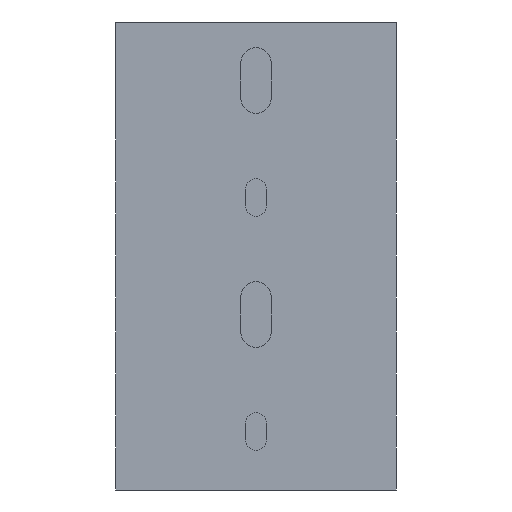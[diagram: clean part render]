
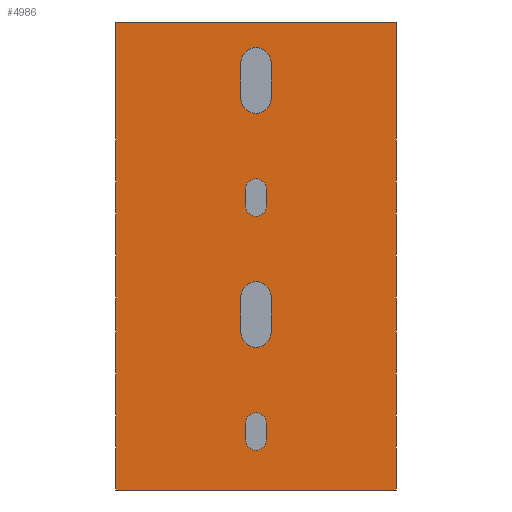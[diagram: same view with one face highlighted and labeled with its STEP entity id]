
A CAD part, front view. The second image highlights one B-rep face of the part: STEP entity #4986.
In plain terms, the highlighted planar face has unit normal (0, -1, 0).
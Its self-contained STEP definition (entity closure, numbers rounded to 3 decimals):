
#211=CARTESIAN_POINT('',(0.,0.,14.25));
#212=DIRECTION('',(0.,-1.,0.));
#213=DIRECTION('',(1.,0.,0.));
#214=AXIS2_PLACEMENT_3D('',#211,#212,#213);
#216=DIRECTION('',(0.,0.,-1.));
#217=VECTOR('',#216,3.5);
#218=CARTESIAN_POINT('',(-2.25,0.,14.25));
#219=LINE('',#218,#217);
#220=CARTESIAN_POINT('',(0.,0.,10.75));
#221=DIRECTION('',(0.,-1.,0.));
#222=DIRECTION('',(-1.,0.,0.));
#223=AXIS2_PLACEMENT_3D('',#220,#221,#222);
#225=DIRECTION('',(0.,0.,1.));
#226=VECTOR('',#225,3.5);
#227=CARTESIAN_POINT('',(2.25,0.,10.75));
#228=LINE('',#227,#226);
#229=CARTESIAN_POINT('',(0.,0.,41.25));
#230=DIRECTION('',(0.,-1.,0.));
#231=DIRECTION('',(1.,0.,0.));
#232=AXIS2_PLACEMENT_3D('',#229,#230,#231);
#234=DIRECTION('',(0.,0.,-1.));
#235=VECTOR('',#234,7.5);
#236=CARTESIAN_POINT('',(-3.25,0.,41.25));
#237=LINE('',#236,#235);
#238=CARTESIAN_POINT('',(0.,0.,33.75));
#239=DIRECTION('',(0.,-1.,0.));
#240=DIRECTION('',(-1.,0.,0.));
#241=AXIS2_PLACEMENT_3D('',#238,#239,#240);
#243=DIRECTION('',(0.,0.,1.));
#244=VECTOR('',#243,7.5);
#245=CARTESIAN_POINT('',(3.25,0.,33.75));
#246=LINE('',#245,#244);
#247=CARTESIAN_POINT('',(0.,0.,91.25));
#248=DIRECTION('',(0.,-1.,0.));
#249=DIRECTION('',(1.,0.,0.));
#250=AXIS2_PLACEMENT_3D('',#247,#248,#249);
#252=DIRECTION('',(0.,0.,-1.));
#253=VECTOR('',#252,7.5);
#254=CARTESIAN_POINT('',(-3.25,0.,91.25));
#255=LINE('',#254,#253);
#256=CARTESIAN_POINT('',(0.,0.,83.75));
#257=DIRECTION('',(0.,-1.,0.));
#258=DIRECTION('',(-1.,0.,0.));
#259=AXIS2_PLACEMENT_3D('',#256,#257,#258);
#261=DIRECTION('',(0.,0.,1.));
#262=VECTOR('',#261,7.5);
#263=CARTESIAN_POINT('',(3.25,0.,83.75));
#264=LINE('',#263,#262);
#265=CARTESIAN_POINT('',(0.,0.,64.25));
#266=DIRECTION('',(0.,-1.,0.));
#267=DIRECTION('',(1.,0.,0.));
#268=AXIS2_PLACEMENT_3D('',#265,#266,#267);
#270=DIRECTION('',(0.,0.,-1.));
#271=VECTOR('',#270,3.5);
#272=CARTESIAN_POINT('',(-2.25,0.,64.25));
#273=LINE('',#272,#271);
#274=CARTESIAN_POINT('',(0.,0.,60.75));
#275=DIRECTION('',(0.,-1.,0.));
#276=DIRECTION('',(-1.,0.,0.));
#277=AXIS2_PLACEMENT_3D('',#274,#275,#276);
#279=DIRECTION('',(0.,0.,1.));
#280=VECTOR('',#279,3.5);
#281=CARTESIAN_POINT('',(2.25,0.,60.75));
#282=LINE('',#281,#280);
#283=DIRECTION('',(1.,0.,0.));
#284=VECTOR('',#283,60.);
#285=CARTESIAN_POINT('',(-30.,0.,100.));
#286=LINE('',#285,#284);
#287=DIRECTION('',(-1.,0.,0.));
#288=VECTOR('',#287,60.);
#289=CARTESIAN_POINT('',(30.,0.,0.));
#290=LINE('',#289,#288);
#627=DIRECTION('',(0.,0.,-1.));
#628=VECTOR('',#627,100.);
#629=CARTESIAN_POINT('',(-30.,0.,100.));
#630=LINE('',#629,#628);
#831=DIRECTION('',(0.,0.,1.));
#832=VECTOR('',#831,100.);
#833=CARTESIAN_POINT('',(30.,0.,0.));
#834=LINE('',#833,#832);
#3763=CARTESIAN_POINT('',(3.25,0.,91.25));
#3764=CARTESIAN_POINT('',(-3.25,0.,91.25));
#3765=VERTEX_POINT('',#3763);
#3766=VERTEX_POINT('',#3764);
#3767=CARTESIAN_POINT('',(-3.25,0.,83.75));
#3768=VERTEX_POINT('',#3767);
#3769=CARTESIAN_POINT('',(3.25,0.,83.75));
#3770=VERTEX_POINT('',#3769);
#3771=CARTESIAN_POINT('',(2.25,0.,64.25));
#3772=CARTESIAN_POINT('',(-2.25,0.,64.25));
#3773=VERTEX_POINT('',#3771);
#3774=VERTEX_POINT('',#3772);
#3775=CARTESIAN_POINT('',(-2.25,0.,60.75));
#3776=VERTEX_POINT('',#3775);
#3777=CARTESIAN_POINT('',(2.25,0.,60.75));
#3778=VERTEX_POINT('',#3777);
#3795=CARTESIAN_POINT('',(3.25,0.,41.25));
#3796=CARTESIAN_POINT('',(-3.25,0.,41.25));
#3797=VERTEX_POINT('',#3795);
#3798=VERTEX_POINT('',#3796);
#3799=CARTESIAN_POINT('',(-3.25,0.,33.75));
#3800=VERTEX_POINT('',#3799);
#3801=CARTESIAN_POINT('',(3.25,0.,33.75));
#3802=VERTEX_POINT('',#3801);
#3803=CARTESIAN_POINT('',(2.25,0.,14.25));
#3804=CARTESIAN_POINT('',(-2.25,0.,14.25));
#3805=VERTEX_POINT('',#3803);
#3806=VERTEX_POINT('',#3804);
#3807=CARTESIAN_POINT('',(-2.25,0.,10.75));
#3808=VERTEX_POINT('',#3807);
#3809=CARTESIAN_POINT('',(2.25,0.,10.75));
#3810=VERTEX_POINT('',#3809);
#4019=CARTESIAN_POINT('',(30.,0.,100.));
#4021=VERTEX_POINT('',#4019);
#4053=CARTESIAN_POINT('',(30.,0.,0.));
#4055=VERTEX_POINT('',#4053);
#4059=CARTESIAN_POINT('',(-30.,0.,0.));
#4061=VERTEX_POINT('',#4059);
#4093=CARTESIAN_POINT('',(-30.,0.,100.));
#4095=VERTEX_POINT('',#4093);
#4931=CARTESIAN_POINT('',(-30.,0.,0.));
#4932=DIRECTION('',(0.,-1.,0.));
#4933=DIRECTION('',(1.,0.,0.));
#4934=AXIS2_PLACEMENT_3D('',#4931,#4932,#4933);
#4935=PLANE('',#4934);
#4937=ORIENTED_EDGE('',*,*,#4936,.F.);
#4939=ORIENTED_EDGE('',*,*,#4938,.T.);
#4941=ORIENTED_EDGE('',*,*,#4940,.F.);
#4943=ORIENTED_EDGE('',*,*,#4942,.T.);
#4944=EDGE_LOOP('',(#4937,#4939,#4941,#4943));
#4945=FACE_OUTER_BOUND('',#4944,.F.);
#4947=ORIENTED_EDGE('',*,*,#4946,.T.);
#4949=ORIENTED_EDGE('',*,*,#4948,.T.);
#4951=ORIENTED_EDGE('',*,*,#4950,.T.);
#4953=ORIENTED_EDGE('',*,*,#4952,.T.);
#4954=EDGE_LOOP('',(#4947,#4949,#4951,#4953));
#4955=FACE_BOUND('',#4954,.F.);
#4957=ORIENTED_EDGE('',*,*,#4956,.T.);
#4959=ORIENTED_EDGE('',*,*,#4958,.T.);
#4961=ORIENTED_EDGE('',*,*,#4960,.T.);
#4963=ORIENTED_EDGE('',*,*,#4962,.T.);
#4964=EDGE_LOOP('',(#4957,#4959,#4961,#4963));
#4965=FACE_BOUND('',#4964,.F.);
#4967=ORIENTED_EDGE('',*,*,#4966,.T.);
#4969=ORIENTED_EDGE('',*,*,#4968,.T.);
#4971=ORIENTED_EDGE('',*,*,#4970,.T.);
#4973=ORIENTED_EDGE('',*,*,#4972,.T.);
#4974=EDGE_LOOP('',(#4967,#4969,#4971,#4973));
#4975=FACE_BOUND('',#4974,.F.);
#4977=ORIENTED_EDGE('',*,*,#4976,.T.);
#4979=ORIENTED_EDGE('',*,*,#4978,.T.);
#4981=ORIENTED_EDGE('',*,*,#4980,.T.);
#4983=ORIENTED_EDGE('',*,*,#4982,.T.);
#4984=EDGE_LOOP('',(#4977,#4979,#4981,#4983));
#4985=FACE_BOUND('',#4984,.F.);
#215=CIRCLE('',#214,2.25);
#224=CIRCLE('',#223,2.25);
#233=CIRCLE('',#232,3.25);
#242=CIRCLE('',#241,3.25);
#251=CIRCLE('',#250,3.25);
#260=CIRCLE('',#259,3.25);
#269=CIRCLE('',#268,2.25);
#278=CIRCLE('',#277,2.25);
#4936=EDGE_CURVE('',#4095,#4061,#630,.T.);
#4938=EDGE_CURVE('',#4095,#4021,#286,.T.);
#4940=EDGE_CURVE('',#4055,#4021,#834,.T.);
#4942=EDGE_CURVE('',#4055,#4061,#290,.T.);
#4946=EDGE_CURVE('',#3797,#3798,#233,.T.);
#4948=EDGE_CURVE('',#3798,#3800,#237,.T.);
#4950=EDGE_CURVE('',#3800,#3802,#242,.T.);
#4952=EDGE_CURVE('',#3802,#3797,#246,.T.);
#4956=EDGE_CURVE('',#3765,#3766,#251,.T.);
#4958=EDGE_CURVE('',#3766,#3768,#255,.T.);
#4960=EDGE_CURVE('',#3768,#3770,#260,.T.);
#4962=EDGE_CURVE('',#3770,#3765,#264,.T.);
#4966=EDGE_CURVE('',#3773,#3774,#269,.T.);
#4968=EDGE_CURVE('',#3774,#3776,#273,.T.);
#4970=EDGE_CURVE('',#3776,#3778,#278,.T.);
#4972=EDGE_CURVE('',#3778,#3773,#282,.T.);
#4976=EDGE_CURVE('',#3805,#3806,#215,.T.);
#4978=EDGE_CURVE('',#3806,#3808,#219,.T.);
#4980=EDGE_CURVE('',#3808,#3810,#224,.T.);
#4982=EDGE_CURVE('',#3810,#3805,#228,.T.);
#4986=ADVANCED_FACE('',(#4945,#4955,#4965,#4975,#4985),#4935,.T.);
